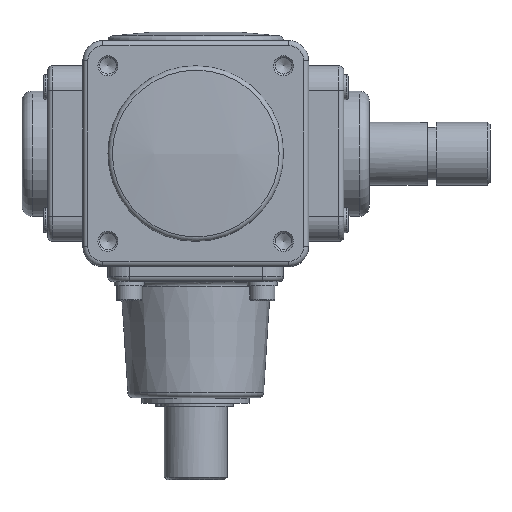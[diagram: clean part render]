
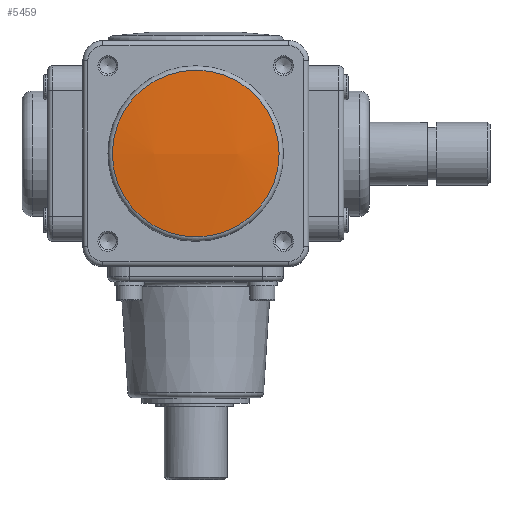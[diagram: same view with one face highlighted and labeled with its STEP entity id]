
A CAD part, top view. The second image highlights one B-rep face of the part: STEP entity #5459.
In plain terms, the highlighted spherical face has radius 275.25 mm.
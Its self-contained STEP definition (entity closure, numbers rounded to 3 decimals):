
#163=SPHERICAL_SURFACE('',#5920,275.25);
#1019=CIRCLE('',#5921,33.242);
#1534=FACE_OUTER_BOUND('',#1962,.T.);
#1962=EDGE_LOOP('',(#3891));
#2564=VERTEX_POINT('',#8562);
#3106=EDGE_CURVE('',#2564,#2564,#1019,.T.);
#3891=ORIENTED_EDGE('',*,*,#3106,.F.);
#5459=ADVANCED_FACE('',(#1534),#163,.T.);
#5920=AXIS2_PLACEMENT_3D('',#8561,#6776,#6777);
#5921=AXIS2_PLACEMENT_3D('',#8563,#6778,#6779);
#6776=DIRECTION('center_axis',(0.,1.,0.));
#6777=DIRECTION('ref_axis',(1.,0.,0.));
#6778=DIRECTION('center_axis',(0.,0.,-1.));
#6779=DIRECTION('ref_axis',(-1.,0.,0.));
#8561=CARTESIAN_POINT('Origin',(0.,0.,-234.25));
#8562=CARTESIAN_POINT('',(-33.242,0.,38.985));
#8563=CARTESIAN_POINT('Origin',(0.,0.,
38.985));
